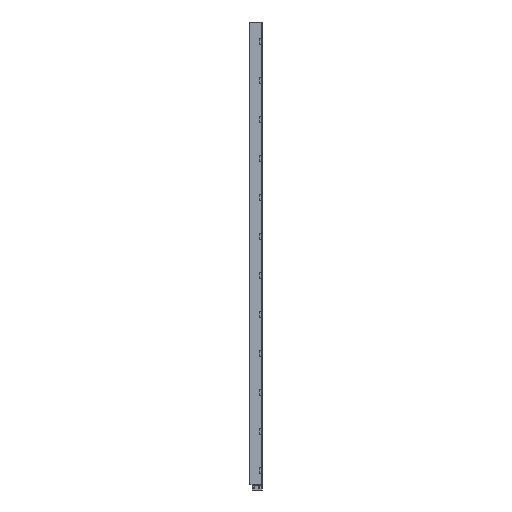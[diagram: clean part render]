
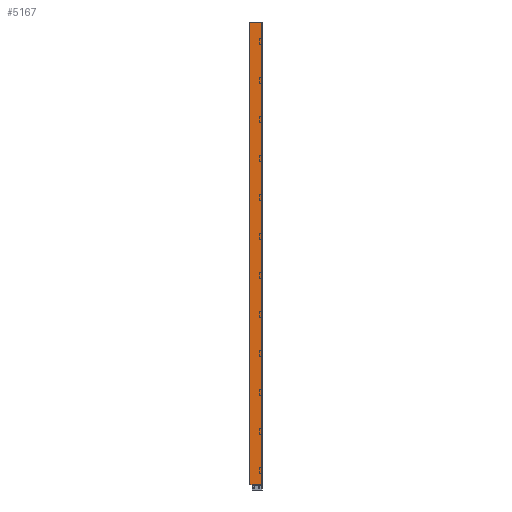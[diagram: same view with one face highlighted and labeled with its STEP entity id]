
A CAD part, left-side view. The second image highlights one B-rep face of the part: STEP entity #5167.
In plain terms, the highlighted planar face has unit normal (-1, 0, 0).
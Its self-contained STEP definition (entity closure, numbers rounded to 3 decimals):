
#581 = DIRECTION ( 'NONE',  ( 0., 0., -1. ) ) ;
#620 = CARTESIAN_POINT ( 'NONE',  ( -597.5, 58.291, 1483.71 ) ) ;
#622 = DIRECTION ( 'NONE',  ( 0., 0., -1. ) ) ;
#626 = CARTESIAN_POINT ( 'NONE',  ( -597.5, -19.909, 1483.71 ) ) ;
#627 = CARTESIAN_POINT ( 'NONE',  ( -597.5, -19.909, 1483.71 ) ) ;
#631 = CARTESIAN_POINT ( 'NONE',  ( -597.5, -19.909, -1483.71 ) ) ;
#633 = DIRECTION ( 'NONE',  ( 0., 1., 0. ) ) ;
#634 = DIRECTION ( 'NONE',  ( 0., 1., 0. ) ) ;
#1948 = EDGE_LOOP ( 'NONE', ( #10627, #10629, #10631, #10633, #10635 ) ) ;
#2063 = EDGE_CURVE ( 'NONE', #9564, #9554, #6922, .T. ) ;
#2064 = EDGE_CURVE ( 'NONE', #9554, #9539, #6924, .T. ) ;
#2065 = EDGE_CURVE ( 'NONE', #9564, #9566, #6923, .T. ) ;
#2066 = EDGE_CURVE ( 'NONE', #9566, #9543, #6926, .T. ) ;
#2572 = EDGE_CURVE ( 'NONE', #9539, #9543, #4001, .T. ) ;
#2740 = CARTESIAN_POINT ( 'NONE',  ( -597.5, -19.909, -1483.71 ) ) ;
#2742 = DIRECTION ( 'NONE',  ( 0., 1., 0. ) ) ;
#4001 = LINE ( 'NONE', #2740, #4004 ) ;
#4004 = VECTOR ( 'NONE', #2742, 1000. ) ;
#4385 = FACE_OUTER_BOUND ( 'NONE', #1948, .T. ) ;
#4898 = CARTESIAN_POINT ( 'NONE',  ( -597.5, -19.909, 1483.71 ) ) ;
#4903 = PLANE ( 'NONE',  #6459 ) ;
#4906 = DIRECTION ( 'NONE',  ( 1., 0., 0. ) ) ;
#4907 = DIRECTION ( 'NONE',  ( 0., -1., 0. ) ) ;
#5167 = ADVANCED_FACE ( 'NONE', ( #4385 ), #4903, .F. ) ;
#6459 = AXIS2_PLACEMENT_3D ( 'NONE', #4898, #4906, #4907 ) ;
#6922 = LINE ( 'NONE', #627, #6925 ) ;
#6923 = LINE ( 'NONE', #626, #6929 ) ;
#6924 = LINE ( 'NONE', #631, #6927 ) ;
#6925 = VECTOR ( 'NONE', #622, 1000. ) ;
#6926 = LINE ( 'NONE', #620, #6931 ) ;
#6927 = VECTOR ( 'NONE', #633, 1000. ) ;
#6929 = VECTOR ( 'NONE', #634, 1000. ) ;
#6931 = VECTOR ( 'NONE', #581, 1000. ) ;
#7347 = CARTESIAN_POINT ( 'NONE',  ( -597.5, 42.151, -1483.71 ) ) ;
#7349 = CARTESIAN_POINT ( 'NONE',  ( -597.5, 58.291, -1483.71 ) ) ;
#7362 = CARTESIAN_POINT ( 'NONE',  ( -597.5, -19.909, -1483.71 ) ) ;
#7372 = CARTESIAN_POINT ( 'NONE',  ( -597.5, -19.909, 1483.71 ) ) ;
#7374 = CARTESIAN_POINT ( 'NONE',  ( -597.5, 58.291, 1483.71 ) ) ;
#9539 = VERTEX_POINT ( 'NONE', #7347 ) ;
#9543 = VERTEX_POINT ( 'NONE', #7349 ) ;
#9554 = VERTEX_POINT ( 'NONE', #7362 ) ;
#9564 = VERTEX_POINT ( 'NONE', #7372 ) ;
#9566 = VERTEX_POINT ( 'NONE', #7374 ) ;
#10627 = ORIENTED_EDGE ( 'NONE', *, *, #2064, .F. ) ;
#10629 = ORIENTED_EDGE ( 'NONE', *, *, #2063, .F. ) ;
#10631 = ORIENTED_EDGE ( 'NONE', *, *, #2065, .T. ) ;
#10633 = ORIENTED_EDGE ( 'NONE', *, *, #2066, .T. ) ;
#10635 = ORIENTED_EDGE ( 'NONE', *, *, #2572, .F. ) ;
